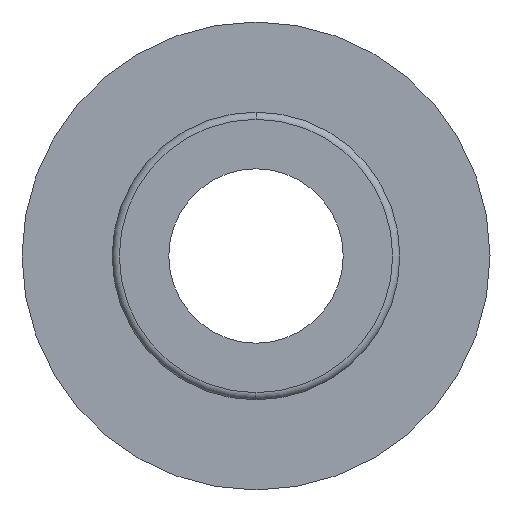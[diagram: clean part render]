
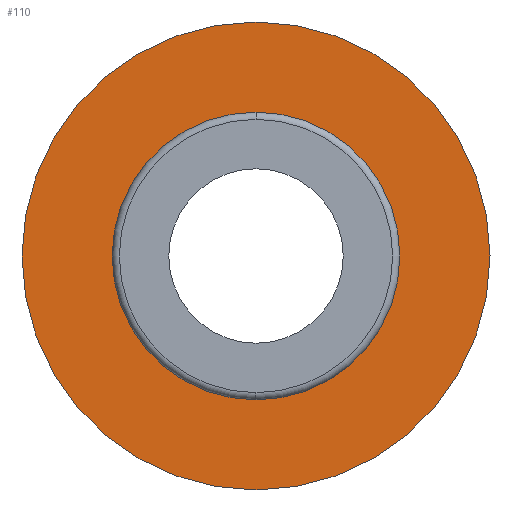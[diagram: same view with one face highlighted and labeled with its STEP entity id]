
A CAD part, left-side view. The second image highlights one B-rep face of the part: STEP entity #110.
In plain terms, the highlighted planar face has unit normal (-1, 0, 0).
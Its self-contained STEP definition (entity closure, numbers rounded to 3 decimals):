
#110=ADVANCED_FACE('',(#253,#254),#255,.T.);
#253=FACE_BOUND('',#403,.T.);
#254=FACE_OUTER_BOUND('',#404,.T.);
#255=PLANE('',#405);
#403=EDGE_LOOP('',(#936,#937));
#404=EDGE_LOOP('',(#938,#939));
#405=AXIS2_PLACEMENT_3D('',#940,#941,#942);
#936=ORIENTED_EDGE('',*,*,#1040,.T.);
#937=ORIENTED_EDGE('',*,*,#1150,.T.);
#938=ORIENTED_EDGE('',*,*,#1012,.T.);
#939=ORIENTED_EDGE('',*,*,#1160,.T.);
#940=CARTESIAN_POINT('',(-18.323,-4.025,0.0));
#941=DIRECTION('',(-1.0,0.,0.0));
#942=DIRECTION('',(0.,-1.0,0.0));
#1012=EDGE_CURVE('',#1209,#1215,#1217,.T.);
#1040=EDGE_CURVE('',#1267,#1264,#1268,.T.);
#1150=EDGE_CURVE('',#1264,#1267,#1447,.T.);
#1160=EDGE_CURVE('',#1215,#1209,#1458,.T.);
#1209=VERTEX_POINT('',#1616);
#1215=VERTEX_POINT('',#1623);
#1217=CIRCLE('',#1626,8.05);
#1264=VERTEX_POINT('',#1679);
#1267=VERTEX_POINT('',#1683);
#1268=CIRCLE('',#1684,3.6);
#1447=CIRCLE('',#1948,3.6);
#1458=CIRCLE('',#1959,8.05);
#1616=CARTESIAN_POINT('',(-18.323,-8.05,0.0));
#1623=CARTESIAN_POINT('',(-18.323,8.05,0.));
#1626=AXIS2_PLACEMENT_3D('',#2023,#2024,#2025);
#1679=CARTESIAN_POINT('',(-18.323,-3.6,0.));
#1683=CARTESIAN_POINT('',(-18.323,3.6,0.));
#1684=AXIS2_PLACEMENT_3D('',#2093,#2094,#2095);
#1948=AXIS2_PLACEMENT_3D('',#2294,#2295,#2296);
#1959=AXIS2_PLACEMENT_3D('',#2324,#2325,#2326);
#2023=CARTESIAN_POINT('',(-18.323,0.,0.0));
#2024=DIRECTION('',(-1.0,0.,0.0));
#2025=DIRECTION('',(0.,-1.0,0.0));
#2093=CARTESIAN_POINT('',(-18.323,0.,0.0));
#2094=DIRECTION('',(1.0,0.,0.0));
#2095=DIRECTION('',(0.,-1.0,0.0));
#2294=CARTESIAN_POINT('',(-18.323,0.,0.0));
#2295=DIRECTION('',(1.0,0.,0.0));
#2296=DIRECTION('',(0.,-1.0,0.0));
#2324=CARTESIAN_POINT('',(-18.323,0.,0.0));
#2325=DIRECTION('',(-1.0,0.,0.0));
#2326=DIRECTION('',(0.,-1.0,0.0));
